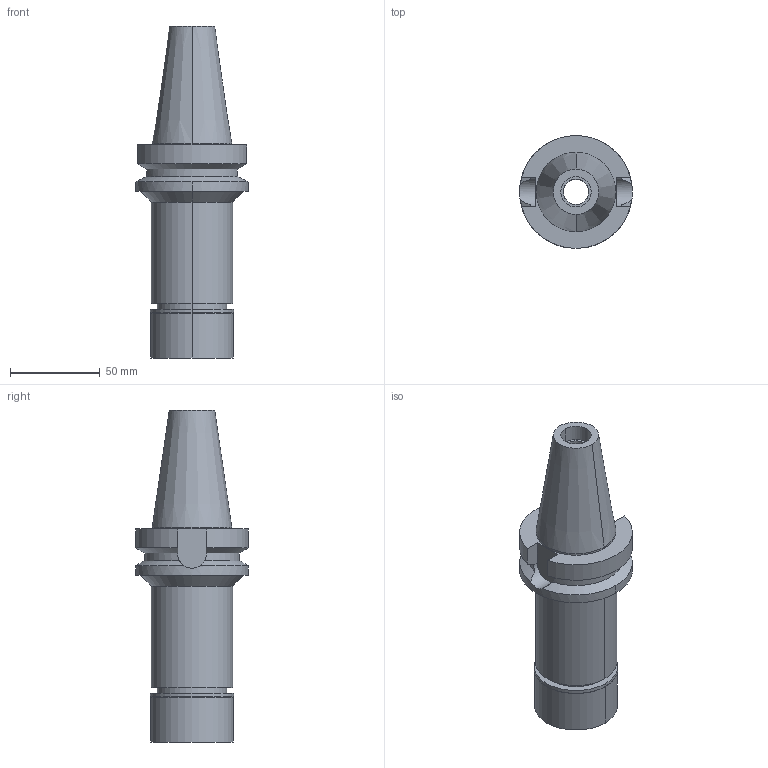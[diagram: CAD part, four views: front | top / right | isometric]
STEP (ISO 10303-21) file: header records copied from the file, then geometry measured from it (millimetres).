
FILE_DESCRIPTION((''),'2;1');
FILE_NAME('BBT40MN20120-200_ASM','2018-05-21T',('ykawabe'),(''),'CREO PARAMETRIC BY PTC INC, 2016380','CREO PARAMETRIC BY PTC INC, 2016380','');
FILE_SCHEMA(('AUTOMOTIVE_DESIGN { 1 0 10303 214 1 1 1 1 }'));
Length unit declared in the file: millimetre
Products named in the file (5): BBT40-MEGA20N-120_1; NBC20-20_1; MGN20_1; DXF_TEMP_ASSY_ASM_4_ASM; BBT40MN20120-200_ASM
Assembly tree (4 placements, depth 3):
  BBT40MN20120-200_ASM
    DXF_TEMP_ASSY_ASM_4_ASM
      BBT40-MEGA20N-120_1
      NBC20-20_1
      MGN20_1
Bounding box: 63 x 63 x 185.4 mm (x, y, z)
Volume: 239958.6 mm3; surface area: 54547.8 mm2
Topology: 3 solids, 3 shells, 95 faces, 217 edges, 145 vertices
Faces by surface type: cylinder 48, plane 29, cone 18
Entity records: 4322 total; most frequent: CARTESIAN_POINT 563, DIRECTION 562, ORIENTED_EDGE 434, AXIS2_PLACEMENT_3D 242, PRESENTATION_STYLE_ASSIGNMENT 225, STYLED_ITEM 225, CURVE_STYLE 222, EDGE_CURVE 217
